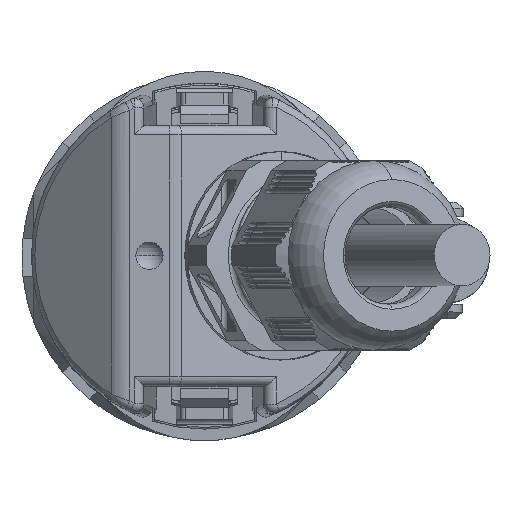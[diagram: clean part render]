
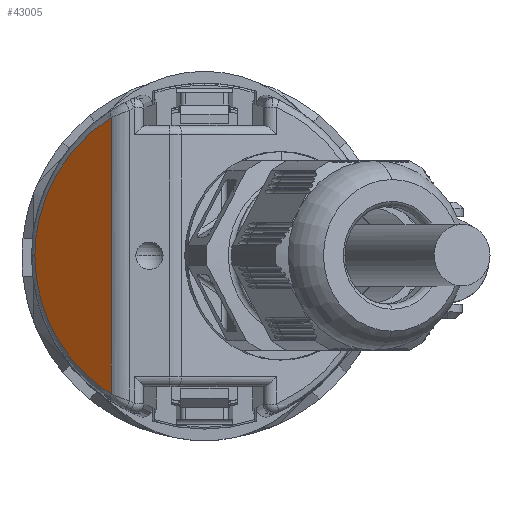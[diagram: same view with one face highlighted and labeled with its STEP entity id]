
A CAD part, top view. The second image highlights one B-rep face of the part: STEP entity #43005.
In plain terms, the highlighted face is planar.
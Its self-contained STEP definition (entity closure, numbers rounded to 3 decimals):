
#829 = CARTESIAN_POINT ( 'NONE',  ( 0., 17.893, 42.538 ) ) ;
#848 = CARTESIAN_POINT ( 'NONE',  ( -14.596, 9.836, 49.298 ) ) ;
#25190 = AXIS2_PLACEMENT_3D ( 'NONE', #36792, #36821, #36823 ) ;
#36792 = CARTESIAN_POINT ( 'NONE',  ( -23., 22.5, 38.672 ) ) ;
#36815 = FACE_OUTER_BOUND ( 'NONE', #63868, .T. ) ;
#36817 = PLANE ( 'NONE',  #25190 ) ;
#36821 = DIRECTION ( 'NONE',  ( 0., -0.643, -0.766 ) ) ;
#36823 = DIRECTION ( 'NONE',  ( 0., 0.766, -0.643 ) ) ;
#43005 = ADVANCED_FACE ( 'NONE', ( #36815 ), #36817, .F. ) ;
#46318 = ORIENTED_EDGE ( 'NONE', *, *, #110178, .T. ) ;
#46320 = ORIENTED_EDGE ( 'NONE', *, *, #110180, .T. ) ;
#46322 = ORIENTED_EDGE ( 'NONE', *, *, #109645, .T. ) ;
#63868 = EDGE_LOOP ( 'NONE', ( #46318, #46320, #46322 ) ) ;
#109645 = EDGE_CURVE ( 'NONE', #129021, #129037, #141613, .T. ) ;
#110178 = EDGE_CURVE ( 'NONE', #129037, #116126, #140867, .T. ) ;
#110180 = EDGE_CURVE ( 'NONE', #116126, #129021, #141649, .T. ) ;
#116126 = VERTEX_POINT ( 'NONE', #143175 ) ;
#129021 = VERTEX_POINT ( 'NONE', #829 ) ;
#129037 = VERTEX_POINT ( 'NONE', #848 ) ;
#135467 = VECTOR ( 'NONE', #140869, 1000. ) ;
#137953 = CARTESIAN_POINT ( 'NONE',  ( -6.06, 17.893, 42.538 ) ) ;
#137964 = CARTESIAN_POINT ( 'NONE',  ( 0., 17.893, 42.538 ) ) ;
#137972 = CARTESIAN_POINT ( 'NONE',  ( -11.366, 14.964, 44.995 ) ) ;
#137973 = CARTESIAN_POINT ( 'NONE',  ( -14.596, 9.836, 49.298 ) ) ;
#140858 = CARTESIAN_POINT ( 'NONE',  ( 14.596, 9.836, 49.298 ) ) ;
#140867 = LINE ( 'NONE', #140868, #135467 ) ;
#140868 = CARTESIAN_POINT ( 'NONE',  ( 15.876, 9.836, 49.298 ) ) ;
#140869 = DIRECTION ( 'NONE',  ( 1., 0., 0. ) ) ;
#140870 = CARTESIAN_POINT ( 'NONE',  ( 11.366, 14.964, 44.995 ) ) ;
#140871 = CARTESIAN_POINT ( 'NONE',  ( 6.06, 17.893, 42.538 ) ) ;
#140872 = CARTESIAN_POINT ( 'NONE',  ( 0., 17.893, 42.538 ) ) ;
#141613 =( BOUNDED_CURVE ( )  B_SPLINE_CURVE ( 3, ( #137964, #137953, #137972, #137973 ),
 .UNSPECIFIED., .F., .T. ) 
 B_SPLINE_CURVE_WITH_KNOTS ( ( 4, 4 ),
 ( 0., 1.009 ),
 .UNSPECIFIED. ) 
 CURVE ( )  GEOMETRIC_REPRESENTATION_ITEM ( )  RATIONAL_B_SPLINE_CURVE ( ( 1., 0.917, 0.917, 1. ) ) 
 REPRESENTATION_ITEM ( '' )  );
#141649 =( BOUNDED_CURVE ( )  B_SPLINE_CURVE ( 3, ( #140858, #140870, #140871, #140872 ),
 .UNSPECIFIED., .F., .T. ) 
 B_SPLINE_CURVE_WITH_KNOTS ( ( 4, 4 ),
 ( 5.274, 6.283 ),
 .UNSPECIFIED. ) 
 CURVE ( )  GEOMETRIC_REPRESENTATION_ITEM ( )  RATIONAL_B_SPLINE_CURVE ( ( 1., 0.917, 0.917, 1. ) ) 
 REPRESENTATION_ITEM ( '' )  );
#143175 = CARTESIAN_POINT ( 'NONE',  ( 14.596, 9.836, 49.298 ) ) ;
